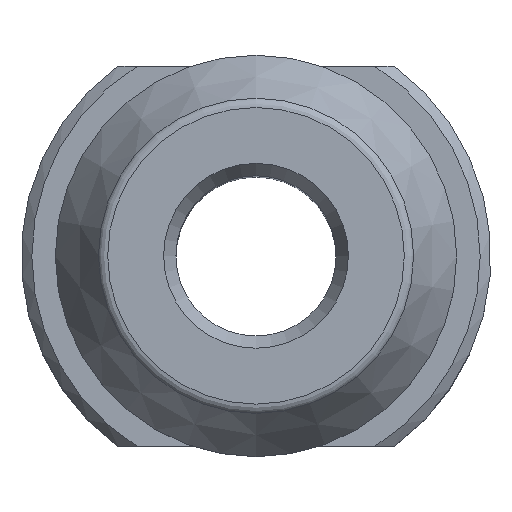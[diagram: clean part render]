
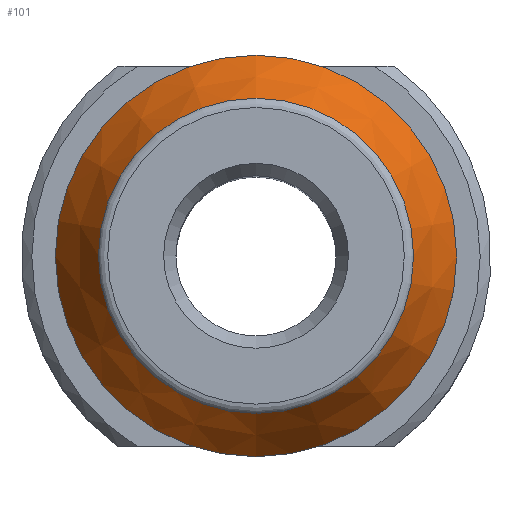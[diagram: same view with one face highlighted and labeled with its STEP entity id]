
A CAD part, top view. The second image highlights one B-rep face of the part: STEP entity #101.
In plain terms, the highlighted conical face has half-angle 30 degrees and reference radius 7.235 mm.
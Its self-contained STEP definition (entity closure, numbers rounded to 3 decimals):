
#39=FACE_BOUND('',#148,.T.);
#40=FACE_BOUND('',#149,.T.);
#75=CONICAL_SURFACE('',#442,7.235,30.);
#101=ADVANCED_FACE('',(#39,#40),#75,.T.);
#148=EDGE_LOOP('',(#245));
#149=EDGE_LOOP('',(#246));
#196=CIRCLE('',#440,7.379);
#197=CIRCLE('',#441,9.4);
#245=ORIENTED_EDGE('',*,*,#358,.T.);
#246=ORIENTED_EDGE('',*,*,#359,.F.);
#315=VERTEX_POINT('',#676);
#316=VERTEX_POINT('',#678);
#358=EDGE_CURVE('',#315,#315,#196,.T.);
#359=EDGE_CURVE('',#316,#316,#197,.T.);
#440=AXIS2_PLACEMENT_3D('',#675,#536,#537);
#441=AXIS2_PLACEMENT_3D('',#677,#538,#539);
#442=AXIS2_PLACEMENT_3D('',#679,#540,#541);
#536=DIRECTION('',(0.,0.,-1.));
#537=DIRECTION('',(0.,-1.,0.));
#538=DIRECTION('',(0.,0.,-1.));
#539=DIRECTION('',(0.,1.,0.));
#540=DIRECTION('',(0.,0.,-1.));
#541=DIRECTION('',(0.,1.,0.));
#675=CARTESIAN_POINT('',(0.,0.,16.));
#676=CARTESIAN_POINT('',(0.,-7.379,16.));
#677=CARTESIAN_POINT('',(0.,0.,12.5));
#678=CARTESIAN_POINT('',(0.,9.4,12.5));
#679=CARTESIAN_POINT('',(0.,0.,16.25));
